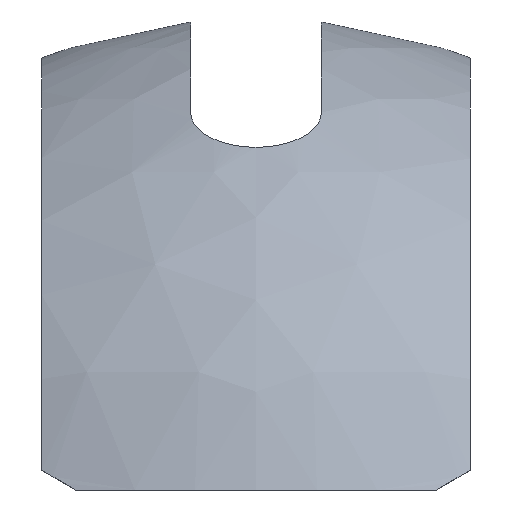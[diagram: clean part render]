
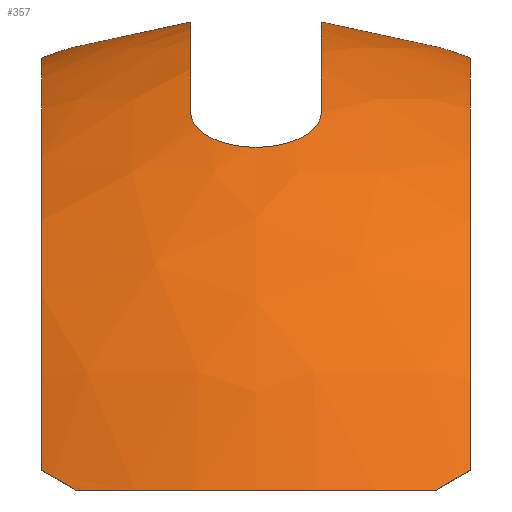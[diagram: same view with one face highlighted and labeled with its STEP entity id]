
A CAD part, left-side view. The second image highlights one B-rep face of the part: STEP entity #357.
In plain terms, the highlighted spherical face has radius 28 mm.
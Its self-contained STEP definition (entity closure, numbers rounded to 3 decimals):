
#29=SPHERICAL_SURFACE('',#396,28.);
#37=FACE_OUTER_BOUND('',#57,.T.);
#57=EDGE_LOOP('',(#247,#248,#249,#250,#251,#252,#253,#254,#255,#256,#257,
#258,#259,#260,#261,#262));
#115=CIRCLE('',#389,27.982);
#116=CIRCLE('',#392,26.153);
#120=CIRCLE('',#397,3.05);
#121=CIRCLE('',#398,27.833);
#122=CIRCLE('',#399,3.05);
#123=CIRCLE('',#400,28.);
#124=CIRCLE('',#401,27.35);
#125=CIRCLE('',#402,27.982);
#126=CIRCLE('',#403,26.153);
#127=CIRCLE('',#404,27.982);
#128=CIRCLE('',#405,27.35);
#129=CIRCLE('',#406,27.982);
#130=CIRCLE('',#407,27.35);
#131=CIRCLE('',#408,3.05);
#132=CIRCLE('',#409,27.833);
#147=VERTEX_POINT('',#581);
#148=VERTEX_POINT('',#582);
#151=VERTEX_POINT('',#590);
#155=VERTEX_POINT('',#600);
#156=VERTEX_POINT('',#601);
#157=VERTEX_POINT('',#603);
#158=VERTEX_POINT('',#605);
#159=VERTEX_POINT('',#607);
#160=VERTEX_POINT('',#609);
#161=VERTEX_POINT('',#611);
#162=VERTEX_POINT('',#613);
#163=VERTEX_POINT('',#615);
#164=VERTEX_POINT('',#617);
#165=VERTEX_POINT('',#621);
#183=EDGE_CURVE('',#147,#148,#115,.T.);
#187=EDGE_CURVE('',#148,#151,#116,.T.);
#192=EDGE_CURVE('',#155,#156,#120,.T.);
#193=EDGE_CURVE('',#156,#157,#121,.T.);
#194=EDGE_CURVE('',#157,#158,#122,.T.);
#195=EDGE_CURVE('',#158,#159,#123,.T.);
#196=EDGE_CURVE('',#160,#159,#124,.T.);
#197=EDGE_CURVE('',#161,#160,#125,.T.);
#198=EDGE_CURVE('',#161,#162,#126,.T.);
#199=EDGE_CURVE('',#163,#162,#127,.T.);
#200=EDGE_CURVE('',#164,#163,#128,.T.);
#201=EDGE_CURVE('',#151,#164,#129,.T.);
#202=EDGE_CURVE('',#159,#147,#130,.T.);
#203=EDGE_CURVE('',#158,#165,#131,.T.);
#204=EDGE_CURVE('',#165,#155,#132,.T.);
#247=ORIENTED_EDGE('',*,*,#192,.T.);
#248=ORIENTED_EDGE('',*,*,#193,.T.);
#249=ORIENTED_EDGE('',*,*,#194,.T.);
#250=ORIENTED_EDGE('',*,*,#195,.T.);
#251=ORIENTED_EDGE('',*,*,#196,.F.);
#252=ORIENTED_EDGE('',*,*,#197,.F.);
#253=ORIENTED_EDGE('',*,*,#198,.T.);
#254=ORIENTED_EDGE('',*,*,#199,.F.);
#255=ORIENTED_EDGE('',*,*,#200,.F.);
#256=ORIENTED_EDGE('',*,*,#201,.F.);
#257=ORIENTED_EDGE('',*,*,#187,.F.);
#258=ORIENTED_EDGE('',*,*,#183,.F.);
#259=ORIENTED_EDGE('',*,*,#202,.F.);
#260=ORIENTED_EDGE('',*,*,#195,.F.);
#261=ORIENTED_EDGE('',*,*,#203,.T.);
#262=ORIENTED_EDGE('',*,*,#204,.T.);
#357=ADVANCED_FACE('',(#37),#29,.T.);
#389=AXIS2_PLACEMENT_3D('',#583,#450,#451);
#392=AXIS2_PLACEMENT_3D('',#591,#458,#459);
#396=AXIS2_PLACEMENT_3D('',#599,#467,#468);
#397=AXIS2_PLACEMENT_3D('',#602,#469,#470);
#398=AXIS2_PLACEMENT_3D('',#604,#471,#472);
#399=AXIS2_PLACEMENT_3D('',#606,#473,#474);
#400=AXIS2_PLACEMENT_3D('',#608,#475,#476);
#401=AXIS2_PLACEMENT_3D('',#610,#477,#478);
#402=AXIS2_PLACEMENT_3D('',#612,#479,#480);
#403=AXIS2_PLACEMENT_3D('',#614,#481,#482);
#404=AXIS2_PLACEMENT_3D('',#616,#483,#484);
#405=AXIS2_PLACEMENT_3D('',#618,#485,#486);
#406=AXIS2_PLACEMENT_3D('',#619,#487,#488);
#407=AXIS2_PLACEMENT_3D('',#620,#489,#490);
#408=AXIS2_PLACEMENT_3D('',#622,#491,#492);
#409=AXIS2_PLACEMENT_3D('',#623,#493,#494);
#450=DIRECTION('center_axis',(0.,0.5,-0.866));
#451=DIRECTION('ref_axis',(0.,-0.866,-0.5));
#458=DIRECTION('center_axis',(0.,1.,0.));
#459=DIRECTION('ref_axis',(-1.,0.,0.));
#467=DIRECTION('center_axis',(0.,0.,1.));
#468=DIRECTION('ref_axis',(1.,0.,0.));
#469=DIRECTION('center_axis',(-0.53,0.,-0.848));
#470=DIRECTION('ref_axis',(0.,1.,0.));
#471=DIRECTION('center_axis',(0.,-1.,0.));
#472=DIRECTION('ref_axis',(0.,0.,1.));
#473=DIRECTION('center_axis',(0.53,0.,-0.848));
#474=DIRECTION('ref_axis',(0.,-1.,0.));
#475=DIRECTION('center_axis',(0.,-1.,0.));
#476=DIRECTION('ref_axis',(-1.,0.,0.));
#477=DIRECTION('center_axis',(0.,0.,-1.));
#478=DIRECTION('ref_axis',(0.,-1.,0.));
#479=DIRECTION('center_axis',(0.,-0.5,-0.866));
#480=DIRECTION('ref_axis',(0.,-0.866,0.5));
#481=DIRECTION('center_axis',(0.,1.,0.));
#482=DIRECTION('ref_axis',(-1.,0.,0.));
#483=DIRECTION('center_axis',(0.,-0.5,-0.866));
#484=DIRECTION('ref_axis',(0.,-0.866,0.5));
#485=DIRECTION('center_axis',(0.,0.,-1.));
#486=DIRECTION('ref_axis',(0.,-1.,0.));
#487=DIRECTION('center_axis',(0.,0.5,-0.866));
#488=DIRECTION('ref_axis',(0.,-0.866,-0.5));
#489=DIRECTION('center_axis',(0.,0.,-1.));
#490=DIRECTION('ref_axis',(0.,-1.,0.));
#491=DIRECTION('center_axis',(0.53,0.,-0.848));
#492=DIRECTION('ref_axis',(0.,-1.,0.));
#493=DIRECTION('center_axis',(0.,1.,0.));
#494=DIRECTION('ref_axis',(0.,0.,-1.));
#581=CARTESIAN_POINT('',(-26.028,8.4,6.));
#582=CARTESIAN_POINT('',(-25.22,10.,6.924));
#583=CARTESIAN_POINT('Origin',(0.,-0.498,0.863));
#590=CARTESIAN_POINT('',(25.22,10.,6.924));
#591=CARTESIAN_POINT('Origin',(0.,10.,0.));
#599=CARTESIAN_POINT('Origin',(0.,0.,0.));
#600=CARTESIAN_POINT('',(14.749,3.05,23.604));
#601=CARTESIAN_POINT('',(14.749,-3.05,23.604));
#602=CARTESIAN_POINT('Origin',(14.749,0.,23.604));
#603=CARTESIAN_POINT('',(-14.749,-3.05,23.604));
#604=CARTESIAN_POINT('Origin',(0.,-3.05,0.));
#605=CARTESIAN_POINT('',(-17.336,0.,21.988));
#606=CARTESIAN_POINT('Origin',(-14.749,0.,23.604));
#607=CARTESIAN_POINT('',(-27.35,0.,6.));
#608=CARTESIAN_POINT('Origin',(0.,0.,0.));
#609=CARTESIAN_POINT('',(-26.028,-8.4,6.));
#610=CARTESIAN_POINT('Origin',(0.,0.,6.));
#611=CARTESIAN_POINT('',(-25.22,-10.,6.924));
#612=CARTESIAN_POINT('Origin',(0.,0.498,0.863));
#613=CARTESIAN_POINT('',(25.22,-10.,6.924));
#614=CARTESIAN_POINT('Origin',(0.,-10.,
0.));
#615=CARTESIAN_POINT('',(26.028,-8.4,6.));
#616=CARTESIAN_POINT('Origin',(0.,0.498,0.863));
#617=CARTESIAN_POINT('',(26.028,8.4,6.));
#618=CARTESIAN_POINT('Origin',(0.,0.,6.));
#619=CARTESIAN_POINT('Origin',(0.,-0.498,0.863));
#620=CARTESIAN_POINT('Origin',(0.,0.,6.));
#621=CARTESIAN_POINT('',(-14.749,3.05,23.604));
#622=CARTESIAN_POINT('Origin',(-14.749,0.,23.604));
#623=CARTESIAN_POINT('Origin',(0.,3.05,0.));
